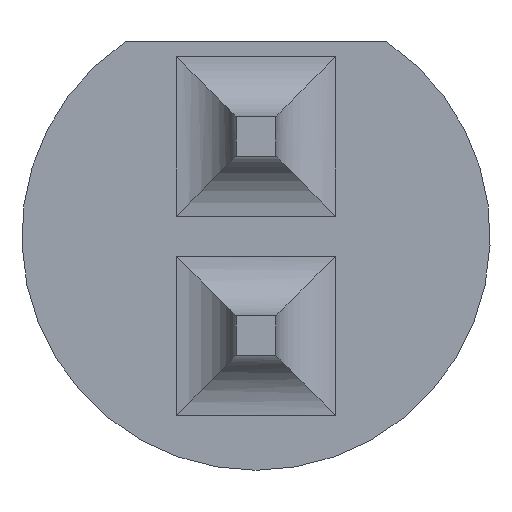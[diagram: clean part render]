
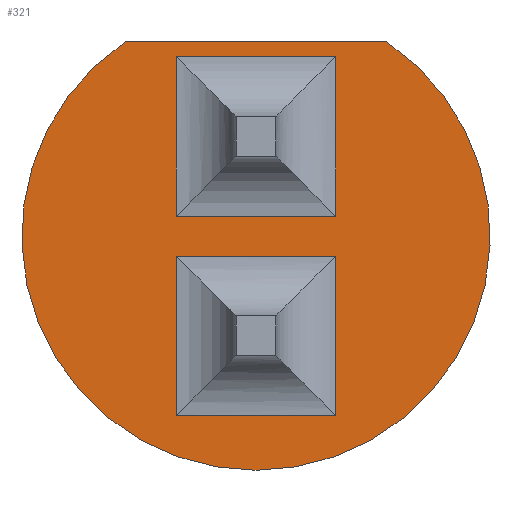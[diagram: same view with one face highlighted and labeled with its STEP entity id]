
A CAD part, front view. The second image highlights one B-rep face of the part: STEP entity #321.
In plain terms, the highlighted planar face has unit normal (0, -1, 0).
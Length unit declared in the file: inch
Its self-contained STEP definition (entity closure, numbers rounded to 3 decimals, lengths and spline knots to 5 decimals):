
#18 = DIRECTION ( 'NONE',  ( 1., 0., 0. ) ) ;
#23 = CARTESIAN_POINT ( 'NONE',  ( -0.01, -0.04, -0.09 ) ) ;
#28 = EDGE_CURVE ( 'NONE', #925, #401, #215, .T. ) ;
#33 = EDGE_LOOP ( 'NONE', ( #256, #970, #677, #287 ) ) ;
#37 = EDGE_CURVE ( 'NONE', #289, #504, #1027, .T. ) ;
#84 = ORIENTED_EDGE ( 'NONE', *, *, #832, .T. ) ;
#91 = CARTESIAN_POINT ( 'NONE',  ( 0.01, -0.04, -0.01 ) ) ;
#101 = DIRECTION ( 'NONE',  ( -1., 0., 0. ) ) ;
#104 = LINE ( 'NONE', #572, #818 ) ;
#147 = CARTESIAN_POINT ( 'NONE',  ( 0., -0.04, 0. ) ) ;
#176 = CARTESIAN_POINT ( 'NONE',  ( 0.04, -0.04, 0.01 ) ) ;
#194 = VERTEX_POINT ( 'NONE', #519 ) ;
#202 = DIRECTION ( 'NONE',  ( -1., 0., 0. ) ) ;
#215 = LINE ( 'NONE', #362, #320 ) ;
#227 = EDGE_LOOP ( 'NONE', ( #578, #235, #544, #84 ) ) ;
#228 = EDGE_CURVE ( 'NONE', #939, #529, #272, .T. ) ;
#235 = ORIENTED_EDGE ( 'NONE', *, *, #284, .T. ) ;
#241 = LINE ( 'NONE', #648, #903 ) ;
#251 = CARTESIAN_POINT ( 'NONE',  ( -0.01, -0.04, 0.01 ) ) ;
#256 = ORIENTED_EDGE ( 'NONE', *, *, #999, .T. ) ;
#267 = CARTESIAN_POINT ( 'NONE',  ( -0.04, -0.04, 0.01 ) ) ;
#272 = CIRCLE ( 'NONE', #609, 0.1175 ) ;
#277 = FACE_OUTER_BOUND ( 'NONE', #1115, .T. ) ;
#284 = EDGE_CURVE ( 'NONE', #504, #925, #819, .T. ) ;
#287 = ORIENTED_EDGE ( 'NONE', *, *, #1077, .T. ) ;
#289 = VERTEX_POINT ( 'NONE', #176 ) ;
#305 = DIRECTION ( 'NONE',  ( 0., 0., -1. ) ) ;
#320 = VECTOR ( 'NONE', #618, 39.37008 ) ;
#321 = ADVANCED_FACE ( 'NONE', ( #1036, #531, #277 ), #361, .F. ) ;
#344 = DIRECTION ( 'NONE',  ( 0., 0., 1. ) ) ;
#361 = PLANE ( 'NONE',  #1172 ) ;
#362 = CARTESIAN_POINT ( 'NONE',  ( 0.01, -0.04, 0.09 ) ) ;
#392 = EDGE_CURVE ( 'NONE', #556, #194, #641, .T. ) ;
#401 = VERTEX_POINT ( 'NONE', #625 ) ;
#437 = CARTESIAN_POINT ( 'NONE',  ( 0.04, -0.04, -0.06 ) ) ;
#438 = LINE ( 'NONE', #23, #526 ) ;
#474 = VERTEX_POINT ( 'NONE', #530 ) ;
#504 = VERTEX_POINT ( 'NONE', #267 ) ;
#519 = CARTESIAN_POINT ( 'NONE',  ( 0.04, -0.04, -0.09 ) ) ;
#526 = VECTOR ( 'NONE', #202, 39.37008 ) ;
#529 = VERTEX_POINT ( 'NONE', #1102 ) ;
#530 = CARTESIAN_POINT ( 'NONE',  ( -0.04, -0.04, -0.09 ) ) ;
#531 = FACE_BOUND ( 'NONE', #227, .T. ) ;
#533 = DIRECTION ( 'NONE',  ( 0., 0., 1. ) ) ;
#544 = ORIENTED_EDGE ( 'NONE', *, *, #28, .T. ) ;
#556 = VERTEX_POINT ( 'NONE', #752 ) ;
#561 = VERTEX_POINT ( 'NONE', #926 ) ;
#572 = CARTESIAN_POINT ( 'NONE',  ( 0.04, -0.04, 0.04 ) ) ;
#578 = ORIENTED_EDGE ( 'NONE', *, *, #37, .T. ) ;
#607 = CARTESIAN_POINT ( 'NONE',  ( -0.04, -0.04, 0. ) ) ;
#609 = AXIS2_PLACEMENT_3D ( 'NONE', #147, #610, #344 ) ;
#610 = DIRECTION ( 'NONE',  ( 0., 1., 0. ) ) ;
#618 = DIRECTION ( 'NONE',  ( 1., 0., 0. ) ) ;
#625 = CARTESIAN_POINT ( 'NONE',  ( 0.04, -0.04, 0.09 ) ) ;
#631 = VECTOR ( 'NONE', #18, 39.37008 ) ;
#641 = LINE ( 'NONE', #437, #1138 ) ;
#648 = CARTESIAN_POINT ( 'NONE',  ( 0., -0.04, 0.0975 ) ) ;
#677 = ORIENTED_EDGE ( 'NONE', *, *, #392, .T. ) ;
#700 = CARTESIAN_POINT ( 'NONE',  ( -0.04, -0.04, 0.09 ) ) ;
#731 = DIRECTION ( 'NONE',  ( 0., 0., -1. ) ) ;
#736 = VECTOR ( 'NONE', #1075, 39.37008 ) ;
#737 = LINE ( 'NONE', #936, #979 ) ;
#751 = EDGE_CURVE ( 'NONE', #939, #529, #241, .T. ) ;
#752 = CARTESIAN_POINT ( 'NONE',  ( 0.04, -0.04, -0.01 ) ) ;
#758 = EDGE_CURVE ( 'NONE', #561, #556, #881, .T. ) ;
#793 = CARTESIAN_POINT ( 'NONE',  ( 0.06557, -0.04, 0.0975 ) ) ;
#794 = VECTOR ( 'NONE', #1099, 39.37008 ) ;
#817 = DIRECTION ( 'NONE',  ( 0., 1., 0. ) ) ;
#818 = VECTOR ( 'NONE', #305, 39.37008 ) ;
#819 = LINE ( 'NONE', #607, #736 ) ;
#827 = ORIENTED_EDGE ( 'NONE', *, *, #751, .T. ) ;
#832 = EDGE_CURVE ( 'NONE', #401, #289, #104, .T. ) ;
#839 = DIRECTION ( 'NONE',  ( 0., 0., 1. ) ) ;
#881 = LINE ( 'NONE', #91, #631 ) ;
#902 = CARTESIAN_POINT ( 'NONE',  ( 0., -0.04, 0. ) ) ;
#903 = VECTOR ( 'NONE', #101, 39.37008 ) ;
#925 = VERTEX_POINT ( 'NONE', #700 ) ;
#926 = CARTESIAN_POINT ( 'NONE',  ( -0.04, -0.04, -0.01 ) ) ;
#936 = CARTESIAN_POINT ( 'NONE',  ( -0.04, -0.04, 0. ) ) ;
#939 = VERTEX_POINT ( 'NONE', #793 ) ;
#970 = ORIENTED_EDGE ( 'NONE', *, *, #758, .T. ) ;
#979 = VECTOR ( 'NONE', #839, 39.37008 ) ;
#999 = EDGE_CURVE ( 'NONE', #474, #561, #737, .T. ) ;
#1027 = LINE ( 'NONE', #251, #794 ) ;
#1036 = FACE_BOUND ( 'NONE', #33, .T. ) ;
#1075 = DIRECTION ( 'NONE',  ( 0., 0., 1. ) ) ;
#1077 = EDGE_CURVE ( 'NONE', #194, #474, #438, .T. ) ;
#1099 = DIRECTION ( 'NONE',  ( -1., 0., 0. ) ) ;
#1102 = CARTESIAN_POINT ( 'NONE',  ( -0.06557, -0.04, 0.0975 ) ) ;
#1115 = EDGE_LOOP ( 'NONE', ( #1159, #827 ) ) ;
#1138 = VECTOR ( 'NONE', #731, 39.37008 ) ;
#1159 = ORIENTED_EDGE ( 'NONE', *, *, #228, .F. ) ;
#1172 = AXIS2_PLACEMENT_3D ( 'NONE', #902, #817, #533 ) ;
